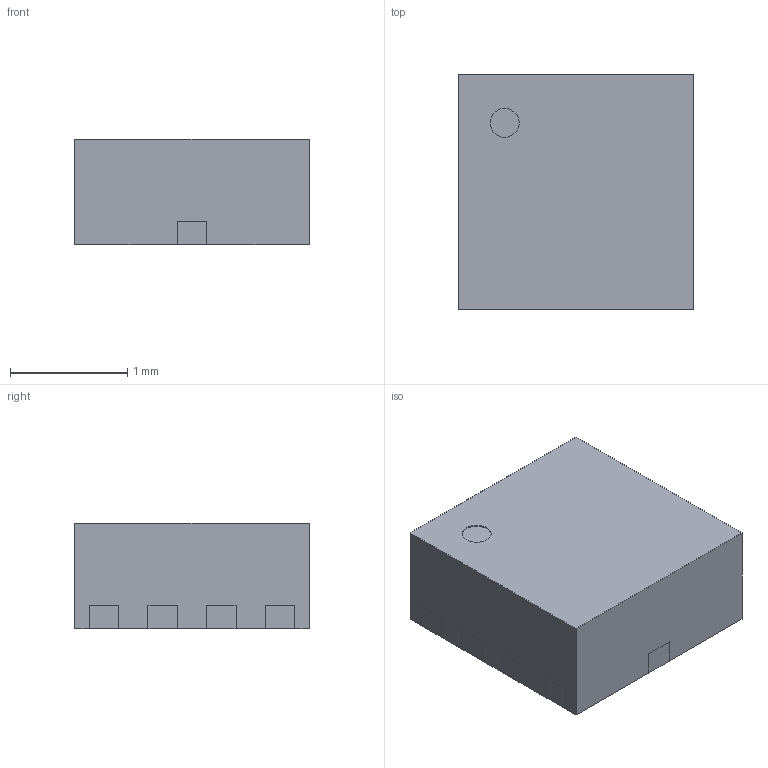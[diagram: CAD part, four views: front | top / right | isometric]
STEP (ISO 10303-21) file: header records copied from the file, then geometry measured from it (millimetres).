
FILE_DESCRIPTION (( 'STEP AP214' ), '1' );
FILE_NAME ('MP2664GG.STEP', '2022-07-22T06:24:05', ( '' ), ( '' ), 'SwSTEP 2.0', 'SolidWorks 2017', '' );
FILE_SCHEMA (( 'AUTOMOTIVE_DESIGN' ));
Length unit declared in the file: millimetre
Products named in the file (1): MP2664GG
Bounding box: 2 x 2 x 0.9 mm (x, y, z)
Volume: 3.6 mm3; surface area: 26 mm2
Topology: 10 solids, 10 shells, 431 faces, 1176 edges, 784 vertices
Faces by surface type: plane 297, cylinder 134
Entity records: 16214 total; most frequent: CARTESIAN_POINT 2392, ORIENTED_EDGE 2352, DIRECTION 2308, EDGE_CURVE 1176, LINE 908, VECTOR 908, VERTEX_POINT 784, AXIS2_PLACEMENT_3D 700
